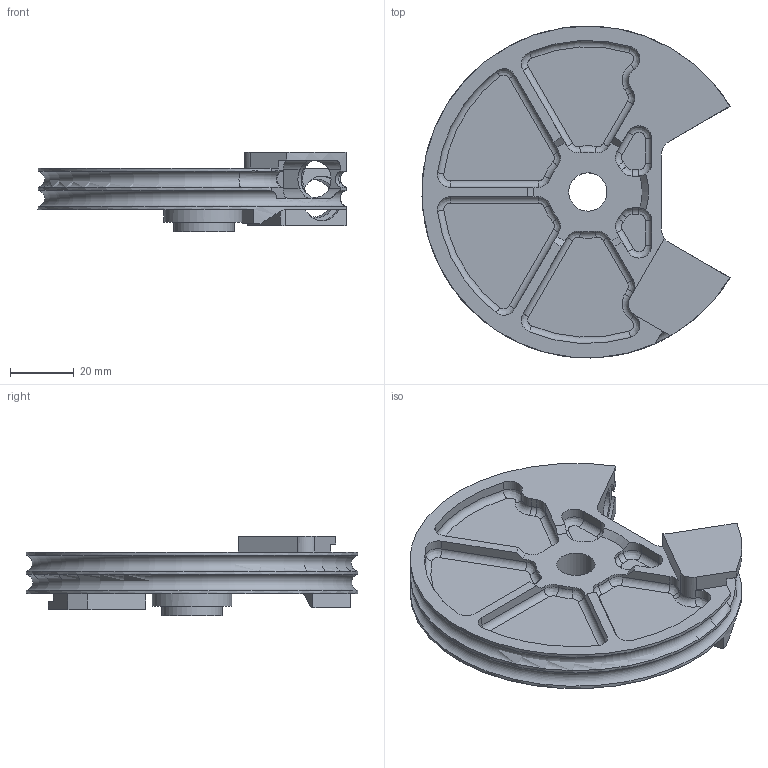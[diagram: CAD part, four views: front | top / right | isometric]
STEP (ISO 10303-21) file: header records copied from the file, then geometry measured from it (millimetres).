
FILE_DESCRIPTION(/* description */ (''),/* implementation_level */ '2;1');
FILE_NAME(/* name */ 'var8.stp',/* time_stamp */ '2019-04-29T10:58:43+03:00',/* author */ ('igoro'),/* organization */ (''),/* preprocessor_version */ 'ST-DEVELOPER v17',/* originating_system */ 'Autodesk Inventor 2019',/* authorisation */ '');
FILE_SCHEMA (('AUTOMOTIVE_DESIGN { 1 0 10303 214 3 1 1 }'));
Length unit declared in the file: millimetre
Products named in the file (1): 11F732_G1235-121
Bounding box: 96.5 x 103.99 x 25 mm (x, y, z)
Volume: 47348.2 mm3; surface area: 28157.1 mm2
Topology: 1 solids, 1 shells, 302 faces, 796 edges, 493 vertices
Faces by surface type: cylinder 134, plane 80, bspline 52, torus 30, cone 6
Full cylindrical faces by diameter (mm): 12 x3, 19 x1, 25 x1
Entity records: 10079 total; most frequent: CARTESIAN_POINT 2528, DIRECTION 1674, ORIENTED_EDGE 1592, EDGE_CURVE 796, AXIS2_PLACEMENT_3D 676, VERTEX_POINT 493, CIRCLE 424, LINE 322
